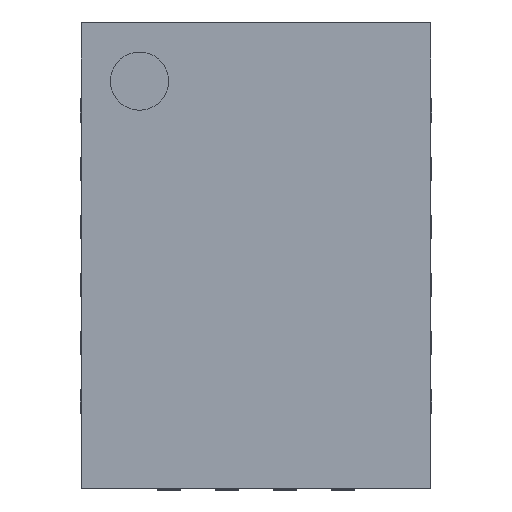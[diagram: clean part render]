
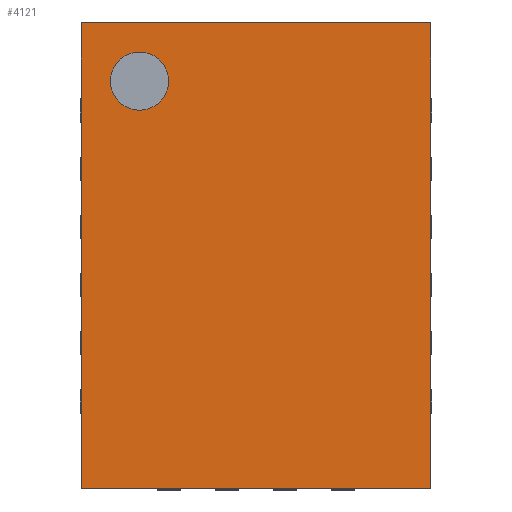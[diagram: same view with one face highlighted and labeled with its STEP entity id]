
A CAD part, top view. The second image highlights one B-rep face of the part: STEP entity #4121.
In plain terms, the highlighted planar face has unit normal (0, 0, 1).
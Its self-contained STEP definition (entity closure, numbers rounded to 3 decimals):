
#52 = AXIS2_PLACEMENT_3D ( 'NONE', #3262, #849, #3220 ) ;
#158 = CARTESIAN_POINT ( 'NONE',  ( -0.75, 1.5, 1.15 ) ) ;
#363 = VECTOR ( 'NONE', #1881, 1000. ) ;
#368 = LINE ( 'NONE', #3233, #4313 ) ;
#394 = LINE ( 'NONE', #2172, #1451 ) ;
#545 = ORIENTED_EDGE ( 'NONE', *, *, #2326, .F. ) ;
#567 = CARTESIAN_POINT ( 'NONE',  ( -1., 1.5, 1.15 ) ) ;
#836 = VECTOR ( 'NONE', #1453, 1000. ) ;
#849 = DIRECTION ( 'NONE',  ( 0., 0., -1. ) ) ;
#1195 = CARTESIAN_POINT ( 'NONE',  ( -1.5, -2., 1.15 ) ) ;
#1341 = VERTEX_POINT ( 'NONE', #158 ) ;
#1451 = VECTOR ( 'NONE', #3203, 1000. ) ;
#1453 = DIRECTION ( 'NONE',  ( -1., 0., 0. ) ) ;
#1480 = CARTESIAN_POINT ( 'NONE',  ( -1.5, -2., 1.15 ) ) ;
#1513 = PLANE ( 'NONE',  #52 ) ;
#1663 = VERTEX_POINT ( 'NONE', #4327 ) ;
#1677 = AXIS2_PLACEMENT_3D ( 'NONE', #3651, #2331, #2948 ) ;
#1881 = DIRECTION ( 'NONE',  ( 0., 1., 0. ) ) ;
#1956 = LINE ( 'NONE', #1480, #363 ) ;
#1973 = EDGE_CURVE ( 'NONE', #1663, #4072, #394, .T. ) ;
#2141 = CARTESIAN_POINT ( 'NONE',  ( -1.25, 1.5, 1.15 ) ) ;
#2172 = CARTESIAN_POINT ( 'NONE',  ( -1.5, 2., 1.15 ) ) ;
#2326 = EDGE_CURVE ( 'NONE', #4072, #4335, #368, .T. ) ;
#2331 = DIRECTION ( 'NONE',  ( 0., 0., 1. ) ) ;
#2383 = VERTEX_POINT ( 'NONE', #1195 ) ;
#2494 = CARTESIAN_POINT ( 'NONE',  ( 1.5, -2., 1.15 ) ) ;
#2522 = LINE ( 'NONE', #2494, #836 ) ;
#2613 = EDGE_LOOP ( 'NONE', ( #2905, #4271, #545, #3802 ) ) ;
#2616 = CIRCLE ( 'NONE', #2635, 0.25 ) ;
#2635 = AXIS2_PLACEMENT_3D ( 'NONE', #567, #2897, #3607 ) ;
#2815 = EDGE_CURVE ( 'NONE', #2383, #1663, #1956, .T. ) ;
#2894 = ORIENTED_EDGE ( 'NONE', *, *, #3052, .F. ) ;
#2897 = DIRECTION ( 'NONE',  ( 0., 0., 1. ) ) ;
#2905 = ORIENTED_EDGE ( 'NONE', *, *, #2815, .F. ) ;
#2915 = ORIENTED_EDGE ( 'NONE', *, *, #3803, .F. ) ;
#2948 = DIRECTION ( 'NONE',  ( 1., 0., 0. ) ) ;
#3052 = EDGE_CURVE ( 'NONE', #1341, #3451, #3629, .T. ) ;
#3166 = DIRECTION ( 'NONE',  ( 0., -1., 0. ) ) ;
#3203 = DIRECTION ( 'NONE',  ( 1., 0., 0. ) ) ;
#3220 = DIRECTION ( 'NONE',  ( 0., -1., 0. ) ) ;
#3233 = CARTESIAN_POINT ( 'NONE',  ( 1.5, 2., 1.15 ) ) ;
#3262 = CARTESIAN_POINT ( 'NONE',  ( 0., 0., 1.15 ) ) ;
#3360 = FACE_BOUND ( 'NONE', #4067, .T. ) ;
#3451 = VERTEX_POINT ( 'NONE', #2141 ) ;
#3514 = EDGE_CURVE ( 'NONE', #4335, #2383, #2522, .T. ) ;
#3607 = DIRECTION ( 'NONE',  ( 1., 0., 0. ) ) ;
#3614 = CARTESIAN_POINT ( 'NONE',  ( 1.5, -2., 1.15 ) ) ;
#3629 = CIRCLE ( 'NONE', #1677, 0.25 ) ;
#3651 = CARTESIAN_POINT ( 'NONE',  ( -1., 1.5, 1.15 ) ) ;
#3802 = ORIENTED_EDGE ( 'NONE', *, *, #1973, .F. ) ;
#3803 = EDGE_CURVE ( 'NONE', #3451, #1341, #2616, .T. ) ;
#3821 = FACE_OUTER_BOUND ( 'NONE', #2613, .T. ) ;
#3831 = CARTESIAN_POINT ( 'NONE',  ( 1.5, 2., 1.15 ) ) ;
#4067 = EDGE_LOOP ( 'NONE', ( #2894, #2915 ) ) ;
#4072 = VERTEX_POINT ( 'NONE', #3831 ) ;
#4121 = ADVANCED_FACE ( 'NONE', ( #3360, #3821 ), #1513, .F. ) ;
#4271 = ORIENTED_EDGE ( 'NONE', *, *, #3514, .F. ) ;
#4313 = VECTOR ( 'NONE', #3166, 1000. ) ;
#4327 = CARTESIAN_POINT ( 'NONE',  ( -1.5, 2., 1.15 ) ) ;
#4335 = VERTEX_POINT ( 'NONE', #3614 ) ;
